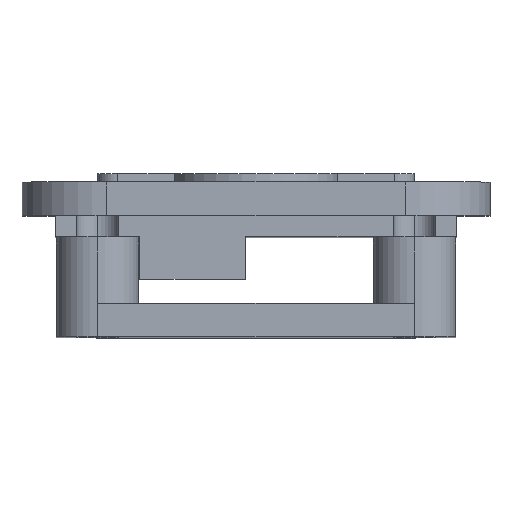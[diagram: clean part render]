
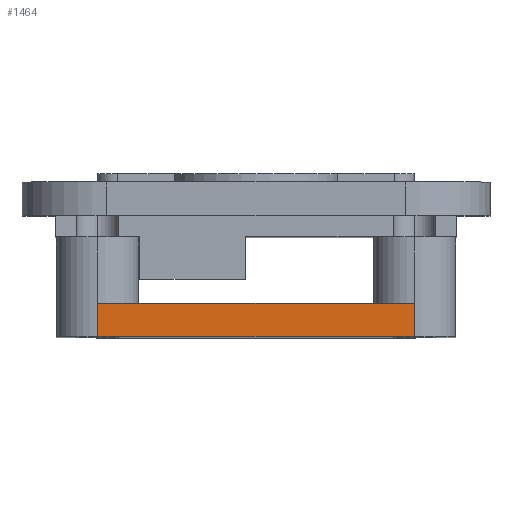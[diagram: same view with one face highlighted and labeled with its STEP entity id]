
A CAD part, top view. The second image highlights one B-rep face of the part: STEP entity #1464.
In plain terms, the highlighted planar face has unit normal (0, 0, 1).
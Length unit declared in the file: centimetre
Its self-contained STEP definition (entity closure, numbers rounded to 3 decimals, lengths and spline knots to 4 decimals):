
#108 = ORIENTED_EDGE ( 'NONE', *, *, #276, .F. ) ;
#158 = DIRECTION ( 'NONE',  ( 0., 1., 0. ) ) ;
#276 = EDGE_CURVE ( 'NONE', #2692, #978, #1433, .T. ) ;
#283 = CARTESIAN_POINT ( 'NONE',  ( 0.3175, -0.75, 0.3088 ) ) ;
#469 = VECTOR ( 'NONE', #3114, 100. ) ;
#485 = VECTOR ( 'NONE', #158, 100. ) ;
#709 = ORIENTED_EDGE ( 'NONE', *, *, #2783, .T. ) ;
#808 = ORIENTED_EDGE ( 'NONE', *, *, #3338, .F. ) ;
#862 = DIRECTION ( 'NONE',  ( -1., 0., 0. ) ) ;
#978 = VERTEX_POINT ( 'NONE', #2936 ) ;
#1046 = FACE_OUTER_BOUND ( 'NONE', #2858, .T. ) ;
#1224 = ORIENTED_EDGE ( 'NONE', *, *, #2164, .T. ) ;
#1433 = LINE ( 'NONE', #3259, #485 ) ;
#1464 = ADVANCED_FACE ( 'NONE', ( #1046 ), #1841, .F. ) ;
#1579 = CARTESIAN_POINT ( 'NONE',  ( 0.3175, -0.75, 0.3088 ) ) ;
#1644 = LINE ( 'NONE', #3197, #2422 ) ;
#1692 = VERTEX_POINT ( 'NONE', #2468 ) ;
#1708 = VECTOR ( 'NONE', #2472, 100. ) ;
#1765 = LINE ( 'NONE', #2745, #1708 ) ;
#1841 = PLANE ( 'NONE',  #3030 ) ;
#1895 = DIRECTION ( 'NONE',  ( 0., 1., 0. ) ) ;
#2088 = LINE ( 'NONE', #1579, #469 ) ;
#2127 = CARTESIAN_POINT ( 'NONE',  ( 2.6987, -0.75, 0.3087 ) ) ;
#2164 = EDGE_CURVE ( 'NONE', #1692, #978, #1765, .T. ) ;
#2422 = VECTOR ( 'NONE', #1895, 100. ) ;
#2468 = CARTESIAN_POINT ( 'NONE',  ( 2.6987, -0.5, 0.3087 ) ) ;
#2472 = DIRECTION ( 'NONE',  ( -1., 0., 0. ) ) ;
#2692 = VERTEX_POINT ( 'NONE', #283 ) ;
#2745 = CARTESIAN_POINT ( 'NONE',  ( 0.3175, -0.5, 0.3088 ) ) ;
#2783 = EDGE_CURVE ( 'NONE', #2871, #1692, #1644, .T. ) ;
#2857 = CARTESIAN_POINT ( 'NONE',  ( 0.3175, -0.75, 0.3088 ) ) ;
#2858 = EDGE_LOOP ( 'NONE', ( #1224, #108, #808, #709 ) ) ;
#2871 = VERTEX_POINT ( 'NONE', #2127 ) ;
#2874 = DIRECTION ( 'NONE',  ( 0., 0., -1. ) ) ;
#2936 = CARTESIAN_POINT ( 'NONE',  ( 0.3175, -0.5, 0.3087 ) ) ;
#3030 = AXIS2_PLACEMENT_3D ( 'NONE', #2857, #2874, #862 ) ;
#3114 = DIRECTION ( 'NONE',  ( -1., 0., 0. ) ) ;
#3197 = CARTESIAN_POINT ( 'NONE',  ( 2.6987, -0.75, 0.3087 ) ) ;
#3259 = CARTESIAN_POINT ( 'NONE',  ( 0.3175, -0.75, 0.3088 ) ) ;
#3338 = EDGE_CURVE ( 'NONE', #2871, #2692, #2088, .T. ) ;
